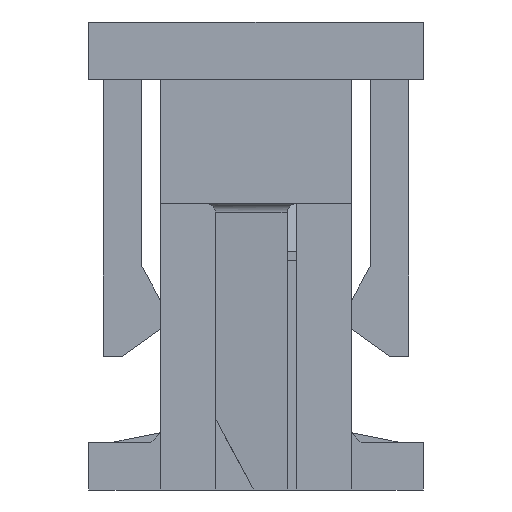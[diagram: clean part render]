
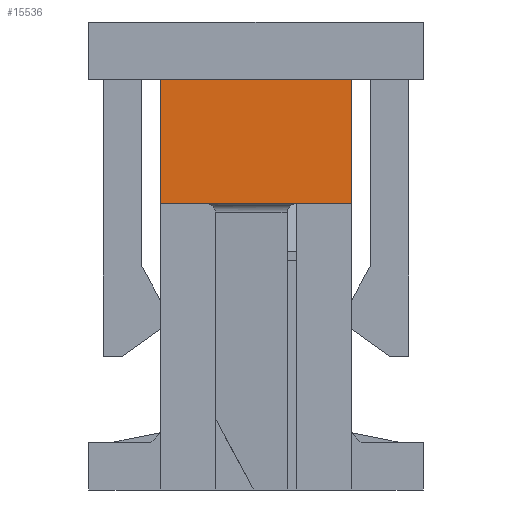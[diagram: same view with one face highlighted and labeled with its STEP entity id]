
A CAD part, left-side view. The second image highlights one B-rep face of the part: STEP entity #15536.
In plain terms, the highlighted planar face has unit normal (-1, 0, 0).
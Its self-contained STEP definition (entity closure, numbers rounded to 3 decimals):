
#4550=ORIENTED_EDGE('',*,*,#6911,.F.);
#4551=ORIENTED_EDGE('',*,*,#6906,.F.);
#4552=ORIENTED_EDGE('',*,*,#6913,.T.);
#4553=ORIENTED_EDGE('',*,*,#6914,.T.);
#6906=EDGE_CURVE('',#8372,#8373,#10534,.T.);
#6911=EDGE_CURVE('',#8373,#8377,#10539,.T.);
#6913=EDGE_CURVE('',#8372,#8378,#10541,.T.);
#6914=EDGE_CURVE('',#8378,#8377,#10542,.T.);
#8372=VERTEX_POINT('',#24418);
#8373=VERTEX_POINT('',#24420);
#8377=VERTEX_POINT('',#24430);
#8378=VERTEX_POINT('',#24434);
#10534=LINE('',#24419,#12716);
#10539=LINE('',#24429,#12721);
#10541=LINE('',#24433,#12723);
#10542=LINE('',#24435,#12724);
#12716=VECTOR('',#19973,1000.);
#12721=VECTOR('',#19980,1000.);
#12723=VECTOR('',#19984,1000.);
#12724=VECTOR('',#19985,1000.);
#13452=EDGE_LOOP('',(#4550,#4551,#4552,#4553));
#14160=FACE_BOUND('',#13452,.T.);
#14845=PLANE('',#16357);
#15536=ADVANCED_FACE('',(#14160),#14845,.T.);
#16357=AXIS2_PLACEMENT_3D('',#24432,#19982,#19983);
#19973=DIRECTION('',(0.,1.,0.));
#19980=DIRECTION('',(0.,0.,1.));
#19982=DIRECTION('',(-1.,0.,0.));
#19983=DIRECTION('',(0.,0.,1.));
#19984=DIRECTION('',(0.,0.,1.));
#19985=DIRECTION('',(0.,1.,0.));
#24418=CARTESIAN_POINT('',(-11.45,-1.,-0.65));
#24419=CARTESIAN_POINT('',(-11.45,-1.,-0.65));
#24420=CARTESIAN_POINT('',(-11.45,1.,-0.65));
#24429=CARTESIAN_POINT('',(-11.45,1.,-0.65));
#24430=CARTESIAN_POINT('',(-11.45,1.,0.65));
#24432=CARTESIAN_POINT('',(-11.45,-1.,-0.65));
#24433=CARTESIAN_POINT('',(-11.45,-1.,-0.65));
#24434=CARTESIAN_POINT('',(-11.45,-1.,0.65));
#24435=CARTESIAN_POINT('',(-11.45,-1.,0.65));
